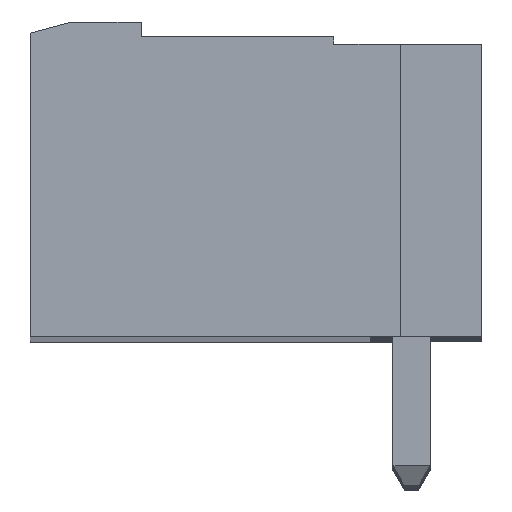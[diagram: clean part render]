
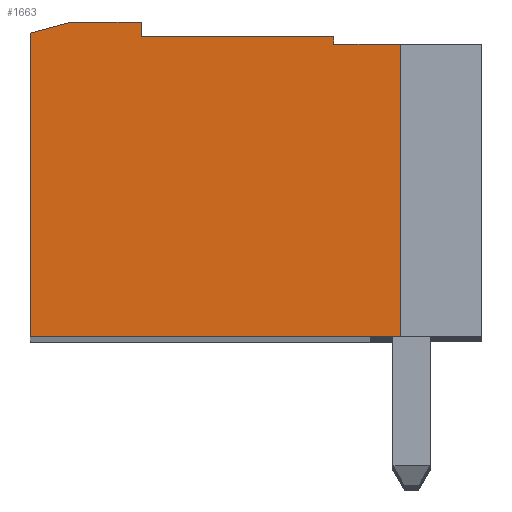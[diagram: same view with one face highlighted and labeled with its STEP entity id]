
A CAD part, top view. The second image highlights one B-rep face of the part: STEP entity #1663.
In plain terms, the highlighted planar face has unit normal (0, 0, 1).
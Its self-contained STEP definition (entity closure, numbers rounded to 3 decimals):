
#1663 = ADVANCED_FACE( '', ( #3846 ), #3847, .T. );
#3846 = FACE_OUTER_BOUND( '', #6528, .T. );
#3847 = PLANE( '', #6529 );
#6528 = EDGE_LOOP( '', ( #11493, #11494, #11495, #11496, #11497, #11498, #11499, #11500, #11501 ) );
#6529 = AXIS2_PLACEMENT_3D( '', #11502, #11503, #11504 );
#11493 = ORIENTED_EDGE( '', *, *, #17834, .F. );
#11494 = ORIENTED_EDGE( '', *, *, #17835, .F. );
#11495 = ORIENTED_EDGE( '', *, *, #16381, .F. );
#11496 = ORIENTED_EDGE( '', *, *, #17836, .F. );
#11497 = ORIENTED_EDGE( '', *, *, #17837, .F. );
#11498 = ORIENTED_EDGE( '', *, *, #17838, .F. );
#11499 = ORIENTED_EDGE( '', *, *, #17839, .F. );
#11500 = ORIENTED_EDGE( '', *, *, #17840, .F. );
#11501 = ORIENTED_EDGE( '', *, *, #17841, .F. );
#11502 = CARTESIAN_POINT( '', ( 204.225, 204.11, 67.04 ) );
#11503 = DIRECTION( '', ( 0., 0., 1. ) );
#11504 = DIRECTION( '', ( 0., 1., 0. ) );
#16381 = EDGE_CURVE( '', #19834, #19837, #19838, .T. );
#17834 = EDGE_CURVE( '', #22117, #22118, #22119, .T. );
#17835 = EDGE_CURVE( '', #19837, #22117, #22120, .T. );
#17836 = EDGE_CURVE( '', #22121, #19834, #22122, .T. );
#17837 = EDGE_CURVE( '', #22123, #22121, #22124, .T. );
#17838 = EDGE_CURVE( '', #22125, #22123, #22126, .T. );
#17839 = EDGE_CURVE( '', #22127, #22125, #22128, .T. );
#17840 = EDGE_CURVE( '', #22129, #22127, #22130, .T. );
#17841 = EDGE_CURVE( '', #22118, #22129, #22131, .T. );
#19834 = VERTEX_POINT( '', #24729 );
#19837 = VERTEX_POINT( '', #24733 );
#19838 = LINE( '', #24734, #24735 );
#22117 = VERTEX_POINT( '', #28136 );
#22118 = VERTEX_POINT( '', #28137 );
#22119 = LINE( '', #28138, #28139 );
#22120 = LINE( '', #28140, #28141 );
#22121 = VERTEX_POINT( '', #28142 );
#22122 = LINE( '', #28143, #28144 );
#22123 = VERTEX_POINT( '', #28145 );
#22124 = LINE( '', #28146, #28147 );
#22125 = VERTEX_POINT( '', #28148 );
#22126 = LINE( '', #28149, #28150 );
#22127 = VERTEX_POINT( '', #28151 );
#22128 = LINE( '', #28152, #28153 );
#22129 = VERTEX_POINT( '', #28154 );
#22130 = LINE( '', #28155, #28156 );
#22131 = LINE( '', #28157, #28158 );
#24729 = CARTESIAN_POINT( '', ( 202.425, 204.11, 67.04 ) );
#24733 = CARTESIAN_POINT( '', ( 204.225, 204.11, 67.04 ) );
#24734 = CARTESIAN_POINT( '', ( 204.225, 204.11, 67.04 ) );
#24735 = VECTOR( '', #30711, 1000. );
#28136 = CARTESIAN_POINT( '', ( 204.225, 196.21, 67.04 ) );
#28137 = CARTESIAN_POINT( '', ( 194.225, 196.21, 67.04 ) );
#28138 = CARTESIAN_POINT( '', ( 194.225, 196.21, 67.04 ) );
#28139 = VECTOR( '', #31963, 1000. );
#28140 = CARTESIAN_POINT( '', ( 204.225, 196.21, 67.04 ) );
#28141 = VECTOR( '', #31964, 1000. );
#28142 = CARTESIAN_POINT( '', ( 202.425, 204.31, 67.04 ) );
#28143 = CARTESIAN_POINT( '', ( 202.425, 204.11, 67.04 ) );
#28144 = VECTOR( '', #31965, 1000. );
#28145 = CARTESIAN_POINT( '', ( 197.225, 204.31, 67.04 ) );
#28146 = CARTESIAN_POINT( '', ( 202.425, 204.31, 67.04 ) );
#28147 = VECTOR( '', #31966, 1000. );
#28148 = CARTESIAN_POINT( '', ( 197.225, 204.71, 67.04 ) );
#28149 = CARTESIAN_POINT( '', ( 197.225, 204.31, 67.04 ) );
#28150 = VECTOR( '', #31967, 1000. );
#28151 = CARTESIAN_POINT( '', ( 195.345, 204.71, 67.04 ) );
#28152 = CARTESIAN_POINT( '', ( 197.225, 204.71, 67.04 ) );
#28153 = VECTOR( '', #31968, 1000. );
#28154 = CARTESIAN_POINT( '', ( 194.225, 204.41, 67.04 ) );
#28155 = CARTESIAN_POINT( '', ( 195.345, 204.71, 67.04 ) );
#28156 = VECTOR( '', #31969, 1000. );
#28157 = CARTESIAN_POINT( '', ( 194.225, 204.41, 67.04 ) );
#28158 = VECTOR( '', #31970, 1000. );
#30711 = DIRECTION( '', ( 1., 0., 0. ) );
#31963 = DIRECTION( '', ( -1., 0., 0. ) );
#31964 = DIRECTION( '', ( 0., -1., 0. ) );
#31965 = DIRECTION( '', ( 0., -1., 0. ) );
#31966 = DIRECTION( '', ( 1., 0., 0. ) );
#31967 = DIRECTION( '', ( 0., -1., 0. ) );
#31968 = DIRECTION( '', ( 1., 0., 0. ) );
#31969 = DIRECTION( '', ( 0.966, 0.259, 0. ) );
#31970 = DIRECTION( '', ( 0., 1., 0. ) );
